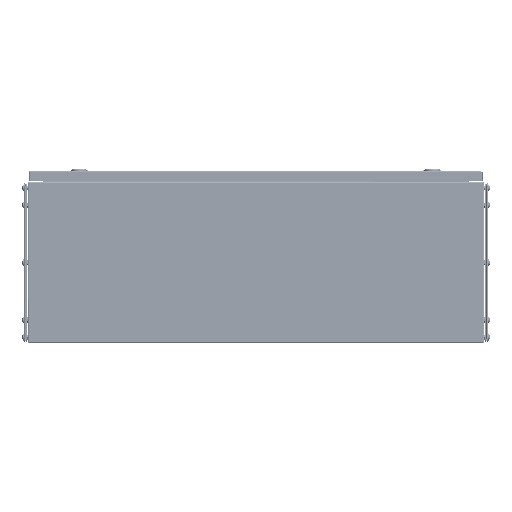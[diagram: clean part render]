
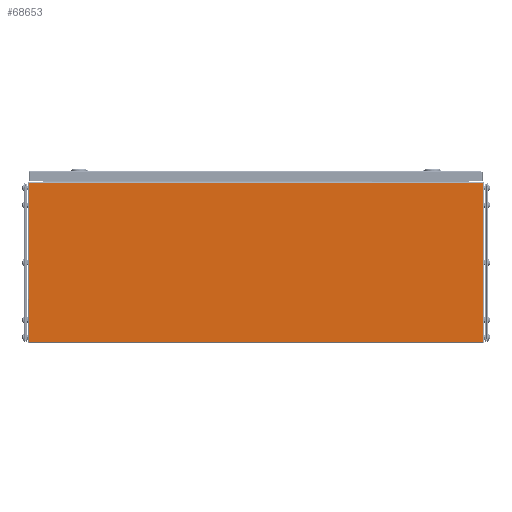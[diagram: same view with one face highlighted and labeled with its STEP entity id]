
A CAD part, left-side view. The second image highlights one B-rep face of the part: STEP entity #68653.
In plain terms, the highlighted planar face has unit normal (-1, 0, 0).
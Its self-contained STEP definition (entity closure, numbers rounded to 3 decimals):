
#4485 = DIRECTION ( 'NONE',  ( 0., 0., 1. ) ) ;
#6745 = CARTESIAN_POINT ( 'NONE',  ( -400., -395.5, 277.5 ) ) ;
#8224 = CARTESIAN_POINT ( 'NONE',  ( -400., 395.5, 277.5 ) ) ;
#10060 = FACE_OUTER_BOUND ( 'NONE', #87326, .T. ) ;
#14691 = EDGE_CURVE ( 'NONE', #78850, #70205, #46255, .T. ) ;
#15462 = VECTOR ( 'NONE', #44590, 1000. ) ;
#16948 = LINE ( 'NONE', #80125, #15462 ) ;
#19544 = CARTESIAN_POINT ( 'NONE',  ( -400., -395.5, 1. ) ) ;
#20256 = LINE ( 'NONE', #25787, #38926 ) ;
#21680 = ORIENTED_EDGE ( 'NONE', *, *, #35984, .T. ) ;
#23410 = DIRECTION ( 'NONE',  ( 0., 0., -1. ) ) ;
#23866 = DIRECTION ( 'NONE',  ( 1., 0., 0. ) ) ;
#25054 = DIRECTION ( 'NONE',  ( 0., 1., 0. ) ) ;
#25787 = CARTESIAN_POINT ( 'NONE',  ( -400., -395.5, 277.5 ) ) ;
#29599 = AXIS2_PLACEMENT_3D ( 'NONE', #71851, #23866, #23410 ) ;
#30754 = PLANE ( 'NONE',  #29599 ) ;
#35984 = EDGE_CURVE ( 'NONE', #60027, #70205, #16948, .T. ) ;
#38926 = VECTOR ( 'NONE', #76486, 1000. ) ;
#41237 = ORIENTED_EDGE ( 'NONE', *, *, #51448, .T. ) ;
#41892 = ORIENTED_EDGE ( 'NONE', *, *, #14691, .F. ) ;
#44590 = DIRECTION ( 'NONE',  ( 0., 0., -1. ) ) ;
#45299 = VERTEX_POINT ( 'NONE', #6745 ) ;
#45880 = CARTESIAN_POINT ( 'NONE',  ( -400., 395.5, 1. ) ) ;
#46255 = LINE ( 'NONE', #46717, #90624 ) ;
#46717 = CARTESIAN_POINT ( 'NONE',  ( -400., 395.5, 1. ) ) ;
#51448 = EDGE_CURVE ( 'NONE', #45299, #60027, #20256, .T. ) ;
#57356 = ORIENTED_EDGE ( 'NONE', *, *, #71835, .T. ) ;
#60027 = VERTEX_POINT ( 'NONE', #8224 ) ;
#62161 = VECTOR ( 'NONE', #4485, 1000. ) ;
#68103 = CARTESIAN_POINT ( 'NONE',  ( -400., -395.5, 0. ) ) ;
#68653 = ADVANCED_FACE ( 'NONE', ( #10060 ), #30754, .F. ) ;
#70205 = VERTEX_POINT ( 'NONE', #45880 ) ;
#71835 = EDGE_CURVE ( 'NONE', #78850, #45299, #89814, .T. ) ;
#71851 = CARTESIAN_POINT ( 'NONE',  ( -400., 0., 0. ) ) ;
#76486 = DIRECTION ( 'NONE',  ( 0., 1., 0. ) ) ;
#78850 = VERTEX_POINT ( 'NONE', #19544 ) ;
#80125 = CARTESIAN_POINT ( 'NONE',  ( -400., 395.5, 0. ) ) ;
#87326 = EDGE_LOOP ( 'NONE', ( #41237, #21680, #41892, #57356 ) ) ;
#89814 = LINE ( 'NONE', #68103, #62161 ) ;
#90624 = VECTOR ( 'NONE', #25054, 1000. ) ;
